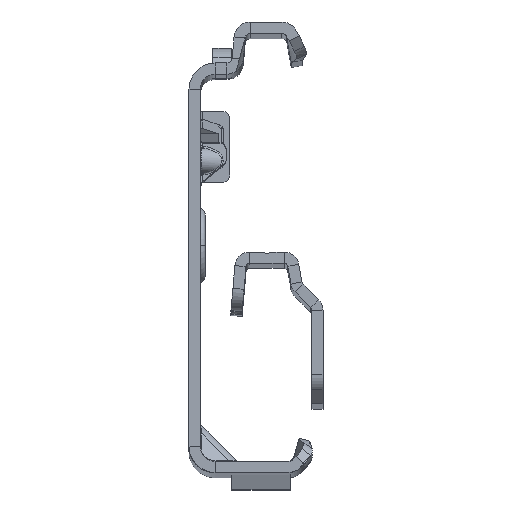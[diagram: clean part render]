
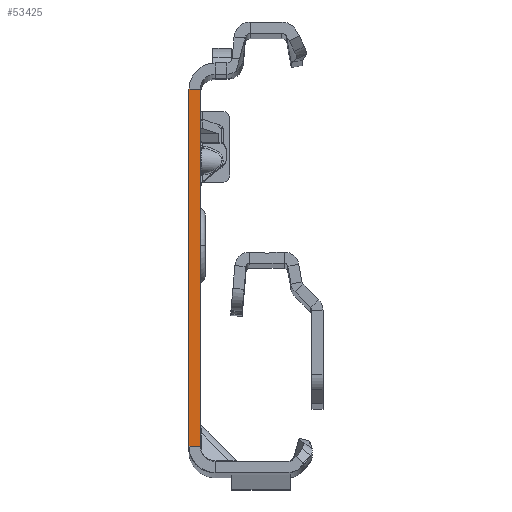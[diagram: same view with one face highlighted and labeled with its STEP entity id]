
A CAD part, top view. The second image highlights one B-rep face of the part: STEP entity #53425.
In plain terms, the highlighted planar face has unit normal (0, 0, 1).
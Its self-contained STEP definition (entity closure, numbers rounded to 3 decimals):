
#1030 = DIRECTION ( 'NONE',  ( 1., 0., 0. ) ) ;
#1466 = CARTESIAN_POINT ( 'NONE',  ( 0., -25.865, 0. ) ) ;
#2491 = DIRECTION ( 'NONE',  ( 0., -1., 0. ) ) ;
#7453 = LINE ( 'NONE', #53065, #17582 ) ;
#9113 = CARTESIAN_POINT ( 'NONE',  ( -1.5, -27.865, 0. ) ) ;
#11123 = CARTESIAN_POINT ( 'NONE',  ( 0., -27.865, 0. ) ) ;
#11598 = CARTESIAN_POINT ( 'NONE',  ( -1.5, -25.865, 0. ) ) ;
#12894 = VERTEX_POINT ( 'NONE', #27973 ) ;
#14350 = EDGE_CURVE ( 'NONE', #39056, #26227, #36197, .T. ) ;
#15195 = VECTOR ( 'NONE', #2491, 1000. ) ;
#17472 = VECTOR ( 'NONE', #32702, 1000. ) ;
#17480 = PLANE ( 'NONE',  #30401 ) ;
#17582 = VECTOR ( 'NONE', #28778, 1000. ) ;
#25562 = DIRECTION ( 'NONE',  ( 0., 0., 1. ) ) ;
#26227 = VERTEX_POINT ( 'NONE', #1466 ) ;
#27015 = CARTESIAN_POINT ( 'NONE',  ( 0., 22.135, 0. ) ) ;
#27973 = CARTESIAN_POINT ( 'NONE',  ( -1.5, 22.135, 0. ) ) ;
#28383 = LINE ( 'NONE', #53215, #17472 ) ;
#28778 = DIRECTION ( 'NONE',  ( -1., 0., 0. ) ) ;
#30290 = VECTOR ( 'NONE', #51867, 1000. ) ;
#30401 = AXIS2_PLACEMENT_3D ( 'NONE', #9113, #25562, #1030 ) ;
#31430 = EDGE_CURVE ( 'NONE', #39056, #12894, #35404, .T. ) ;
#32702 = DIRECTION ( 'NONE',  ( 0., -1., 0. ) ) ;
#33098 = EDGE_CURVE ( 'NONE', #12894, #52153, #28383, .T. ) ;
#33225 = ORIENTED_EDGE ( 'NONE', *, *, #31430, .T. ) ;
#35404 = LINE ( 'NONE', #27015, #30290 ) ;
#36197 = LINE ( 'NONE', #11123, #15195 ) ;
#36671 = EDGE_CURVE ( 'NONE', #26227, #52153, #7453, .T. ) ;
#36691 = ORIENTED_EDGE ( 'NONE', *, *, #36671, .F. ) ;
#39056 = VERTEX_POINT ( 'NONE', #50507 ) ;
#41735 = FACE_OUTER_BOUND ( 'NONE', #52002, .T. ) ;
#50427 = ORIENTED_EDGE ( 'NONE', *, *, #33098, .T. ) ;
#50507 = CARTESIAN_POINT ( 'NONE',  ( 0., 22.135, 0. ) ) ;
#51274 = ORIENTED_EDGE ( 'NONE', *, *, #14350, .F. ) ;
#51867 = DIRECTION ( 'NONE',  ( -1., 0., 0. ) ) ;
#52002 = EDGE_LOOP ( 'NONE', ( #51274, #33225, #50427, #36691 ) ) ;
#52153 = VERTEX_POINT ( 'NONE', #11598 ) ;
#53065 = CARTESIAN_POINT ( 'NONE',  ( 0., -25.865, 0. ) ) ;
#53215 = CARTESIAN_POINT ( 'NONE',  ( -1.5, -27.865, 0. ) ) ;
#53425 = ADVANCED_FACE ( 'NONE', ( #41735 ), #17480, .T. ) ;
